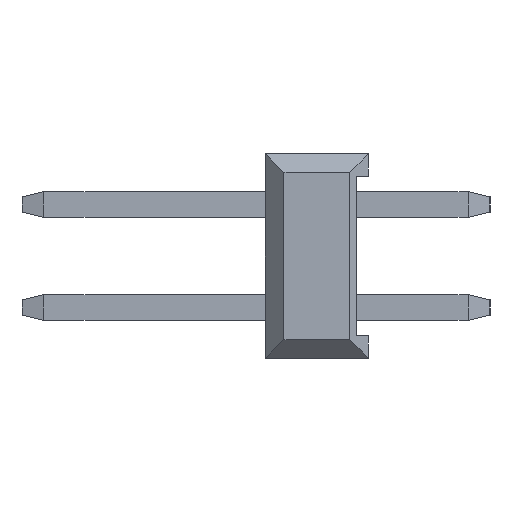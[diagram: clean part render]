
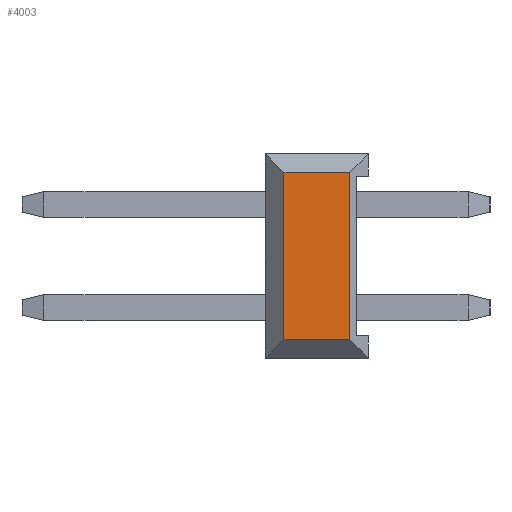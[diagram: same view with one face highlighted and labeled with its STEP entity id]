
A CAD part, left-side view. The second image highlights one B-rep face of the part: STEP entity #4003.
In plain terms, the highlighted planar face has unit normal (-1, 0, 0).
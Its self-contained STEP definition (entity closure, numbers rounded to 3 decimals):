
#1669 = PLANE ( 'NONE',  #2993 ) ;
#1670 = CARTESIAN_POINT ( 'NONE',  ( -1.27, 2.54, 0.79 ) ) ;
#1671 = DIRECTION ( 'NONE',  ( 1., 0., 0. ) ) ;
#1672 = DIRECTION ( 'NONE',  ( 0., 0., -1. ) ) ;
#2993 = AXIS2_PLACEMENT_3D ( 'NONE', #1670, #1671, #1672 ) ;
#3005 = FACE_OUTER_BOUND ( 'NONE', #15239, .T. ) ;
#4003 = ADVANCED_FACE ( 'NONE', ( #3005 ), #1669, .F. ) ;
#4317 = VECTOR ( 'NONE', #7491, 1000. ) ;
#4506 = VECTOR ( 'NONE', #7495, 1000. ) ;
#4929 = ORIENTED_EDGE ( 'NONE', *, *, #10982, .T. ) ;
#4930 = ORIENTED_EDGE ( 'NONE', *, *, #7348, .F. ) ;
#4932 = ORIENTED_EDGE ( 'NONE', *, *, #7346, .T. ) ;
#4933 = ORIENTED_EDGE ( 'NONE', *, *, #10981, .F. ) ;
#5430 = CARTESIAN_POINT ( 'NONE',  ( -1.27, 2.08, -3.33 ) ) ;
#5431 = CARTESIAN_POINT ( 'NONE',  ( -1.27, 0.46, -3.33 ) ) ;
#5432 = CARTESIAN_POINT ( 'NONE',  ( -1.27, 2.08, 0.79 ) ) ;
#5433 = CARTESIAN_POINT ( 'NONE',  ( -1.27, 0.46, 0.79 ) ) ;
#7346 = EDGE_CURVE ( 'NONE', #12524, #12527, #23248, .T. ) ;
#7348 = EDGE_CURVE ( 'NONE', #12524, #12528, #23254, .T. ) ;
#7489 = LINE ( 'NONE', #7490, #4317 ) ;
#7490 = CARTESIAN_POINT ( 'NONE',  ( -1.27, 2.54, 0.79 ) ) ;
#7491 = DIRECTION ( 'NONE',  ( 0., -1., 0. ) ) ;
#7493 = LINE ( 'NONE', #7494, #4506 ) ;
#7494 = CARTESIAN_POINT ( 'NONE',  ( -1.27, 0.46, -3.81 ) ) ;
#7495 = DIRECTION ( 'NONE',  ( 0., 0., 1. ) ) ;
#10981 = EDGE_CURVE ( 'NONE', #12528, #12529, #7489, .T. ) ;
#10982 = EDGE_CURVE ( 'NONE', #12527, #12529, #7493, .T. ) ;
#12524 = VERTEX_POINT ( 'NONE', #5430 ) ;
#12527 = VERTEX_POINT ( 'NONE', #5431 ) ;
#12528 = VERTEX_POINT ( 'NONE', #5432 ) ;
#12529 = VERTEX_POINT ( 'NONE', #5433 ) ;
#15239 = EDGE_LOOP ( 'NONE', ( #4933, #4930, #4932, #4929 ) ) ;
#23248 = LINE ( 'NONE', #23249, #23818 ) ;
#23249 = CARTESIAN_POINT ( 'NONE',  ( -1.27, 2.54, -3.33 ) ) ;
#23250 = DIRECTION ( 'NONE',  ( 0., -1., 0. ) ) ;
#23254 = LINE ( 'NONE', #23255, #23812 ) ;
#23255 = CARTESIAN_POINT ( 'NONE',  ( -1.27, 2.08, -3.81 ) ) ;
#23256 = DIRECTION ( 'NONE',  ( 0., 0., 1. ) ) ;
#23812 = VECTOR ( 'NONE', #23256, 1000. ) ;
#23818 = VECTOR ( 'NONE', #23250, 1000. ) ;
